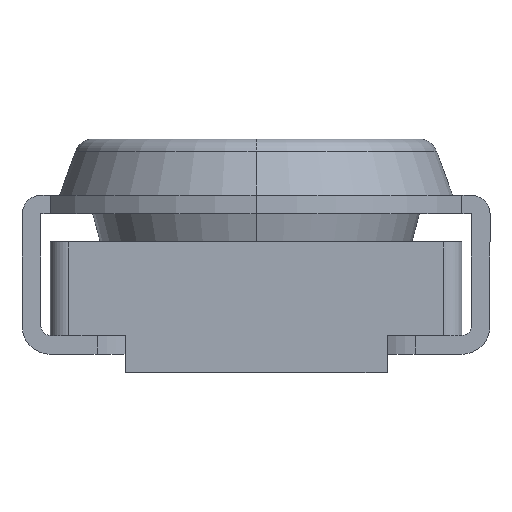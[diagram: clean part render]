
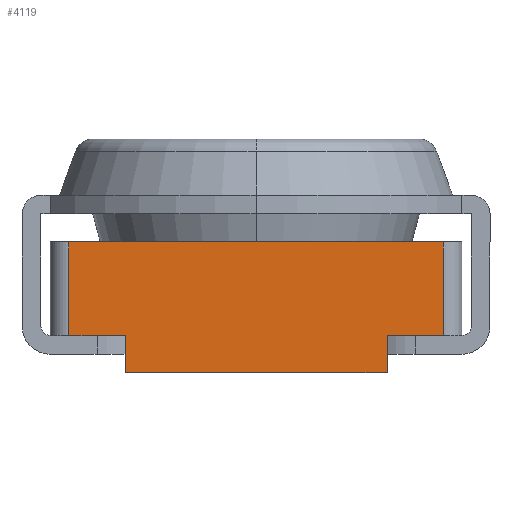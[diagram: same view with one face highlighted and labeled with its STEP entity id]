
A CAD part, left-side view. The second image highlights one B-rep face of the part: STEP entity #4119.
In plain terms, the highlighted planar face has unit normal (-1, 0, 0).
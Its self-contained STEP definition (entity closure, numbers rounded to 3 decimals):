
#158 = LINE ( 'NONE', #3669, #10853 ) ;
#559 = LINE ( 'NONE', #5544, #9316 ) ;
#760 = VECTOR ( 'NONE', #14036, 1000. ) ;
#1169 = CARTESIAN_POINT ( 'NONE',  ( -1.5, 1., 0. ) ) ;
#1219 = ORIENTED_EDGE ( 'NONE', *, *, #3224, .T. ) ;
#1727 = DIRECTION ( 'NONE',  ( -1., 0., 0. ) ) ;
#2174 = CARTESIAN_POINT ( 'NONE',  ( -1.5, -0.7, -0.7 ) ) ;
#2952 = ORIENTED_EDGE ( 'NONE', *, *, #4011, .T. ) ;
#3178 = AXIS2_PLACEMENT_3D ( 'NONE', #12863, #1727, #4377 ) ;
#3224 = EDGE_CURVE ( 'NONE', #13902, #9766, #559, .T. ) ;
#3246 = VERTEX_POINT ( 'NONE', #10704 ) ;
#3669 = CARTESIAN_POINT ( 'NONE',  ( -1.5, -1.1, -0.5 ) ) ;
#3777 = CARTESIAN_POINT ( 'NONE',  ( -1.5, -1., 0. ) ) ;
#3936 = ORIENTED_EDGE ( 'NONE', *, *, #9350, .T. ) ;
#4011 = EDGE_CURVE ( 'NONE', #6535, #15603, #158, .T. ) ;
#4022 = LINE ( 'NONE', #8961, #12590 ) ;
#4119 = ADVANCED_FACE ( 'NONE', ( #10474 ), #8999, .T. ) ;
#4127 = LINE ( 'NONE', #9078, #7225 ) ;
#4191 = EDGE_LOOP ( 'NONE', ( #2952, #10774, #8166, #3936, #1219, #10592, #13019, #7629 ) ) ;
#4377 = DIRECTION ( 'NONE',  ( 0., 0., 1. ) ) ;
#4510 = EDGE_CURVE ( 'NONE', #15603, #10732, #7907, .T. ) ;
#4600 = VECTOR ( 'NONE', #13414, 1000. ) ;
#4749 = LINE ( 'NONE', #2174, #16082 ) ;
#4813 = CARTESIAN_POINT ( 'NONE',  ( -1.5, 0.7, -0.7 ) ) ;
#5499 = VERTEX_POINT ( 'NONE', #1169 ) ;
#5544 = CARTESIAN_POINT ( 'NONE',  ( -1.5, -1.1, -0.5 ) ) ;
#6535 = VERTEX_POINT ( 'NONE', #16048 ) ;
#7225 = VECTOR ( 'NONE', #15278, 1000. ) ;
#7629 = ORIENTED_EDGE ( 'NONE', *, *, #15096, .T. ) ;
#7907 = LINE ( 'NONE', #12830, #13316 ) ;
#7969 = EDGE_CURVE ( 'NONE', #8569, #9766, #10939, .T. ) ;
#8166 = ORIENTED_EDGE ( 'NONE', *, *, #14358, .F. ) ;
#8262 = CARTESIAN_POINT ( 'NONE',  ( -1.5, 1., -0.5 ) ) ;
#8569 = VERTEX_POINT ( 'NONE', #4813 ) ;
#8961 = CARTESIAN_POINT ( 'NONE',  ( -1.5, 1., -0.5 ) ) ;
#8999 = PLANE ( 'NONE',  #3178 ) ;
#9050 = DIRECTION ( 'NONE',  ( 0., 0., 1. ) ) ;
#9078 = CARTESIAN_POINT ( 'NONE',  ( -1.5, -0.7, -0.7 ) ) ;
#9316 = VECTOR ( 'NONE', #10471, 1000. ) ;
#9350 = EDGE_CURVE ( 'NONE', #5499, #13902, #4022, .T. ) ;
#9766 = VERTEX_POINT ( 'NONE', #10637 ) ;
#10471 = DIRECTION ( 'NONE',  ( 0., -1., 0. ) ) ;
#10474 = FACE_OUTER_BOUND ( 'NONE', #4191, .T. ) ;
#10508 = LINE ( 'NONE', #14121, #760 ) ;
#10592 = ORIENTED_EDGE ( 'NONE', *, *, #7969, .F. ) ;
#10637 = CARTESIAN_POINT ( 'NONE',  ( -1.5, 0.7, -0.5 ) ) ;
#10704 = CARTESIAN_POINT ( 'NONE',  ( -1.5, -0.7, -0.7 ) ) ;
#10732 = VERTEX_POINT ( 'NONE', #3777 ) ;
#10753 = DIRECTION ( 'NONE',  ( 0., 0., 1. ) ) ;
#10774 = ORIENTED_EDGE ( 'NONE', *, *, #4510, .T. ) ;
#10853 = VECTOR ( 'NONE', #12380, 1000. ) ;
#10939 = LINE ( 'NONE', #14635, #4600 ) ;
#12380 = DIRECTION ( 'NONE',  ( 0., -1., 0. ) ) ;
#12590 = VECTOR ( 'NONE', #13954, 1000. ) ;
#12830 = CARTESIAN_POINT ( 'NONE',  ( -1.5, -1., -0.5 ) ) ;
#12863 = CARTESIAN_POINT ( 'NONE',  ( -1.5, -1.1, -0.5 ) ) ;
#13019 = ORIENTED_EDGE ( 'NONE', *, *, #15847, .T. ) ;
#13316 = VECTOR ( 'NONE', #9050, 1000. ) ;
#13414 = DIRECTION ( 'NONE',  ( 0., 0., 1. ) ) ;
#13902 = VERTEX_POINT ( 'NONE', #8262 ) ;
#13954 = DIRECTION ( 'NONE',  ( 0., 0., -1. ) ) ;
#14036 = DIRECTION ( 'NONE',  ( 0., -1., 0. ) ) ;
#14121 = CARTESIAN_POINT ( 'NONE',  ( -1.5, -1.1, 0. ) ) ;
#14358 = EDGE_CURVE ( 'NONE', #5499, #10732, #10508, .T. ) ;
#14635 = CARTESIAN_POINT ( 'NONE',  ( -1.5, 0.7, -0.7 ) ) ;
#14996 = CARTESIAN_POINT ( 'NONE',  ( -1.5, -1., -0.5 ) ) ;
#15096 = EDGE_CURVE ( 'NONE', #3246, #6535, #4749, .T. ) ;
#15278 = DIRECTION ( 'NONE',  ( 0., -1., 0. ) ) ;
#15603 = VERTEX_POINT ( 'NONE', #14996 ) ;
#15847 = EDGE_CURVE ( 'NONE', #8569, #3246, #4127, .T. ) ;
#16048 = CARTESIAN_POINT ( 'NONE',  ( -1.5, -0.7, -0.5 ) ) ;
#16082 = VECTOR ( 'NONE', #10753, 1000. ) ;
